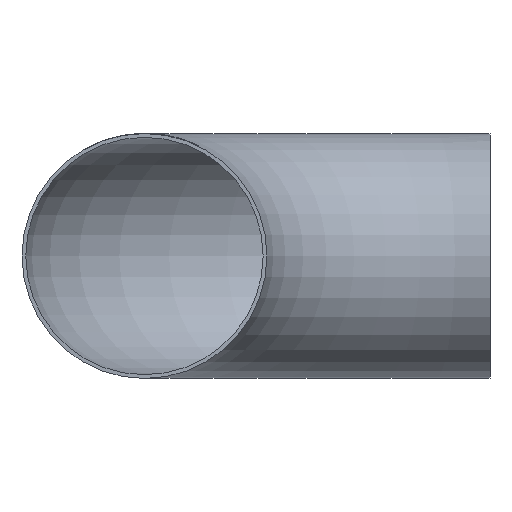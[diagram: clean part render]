
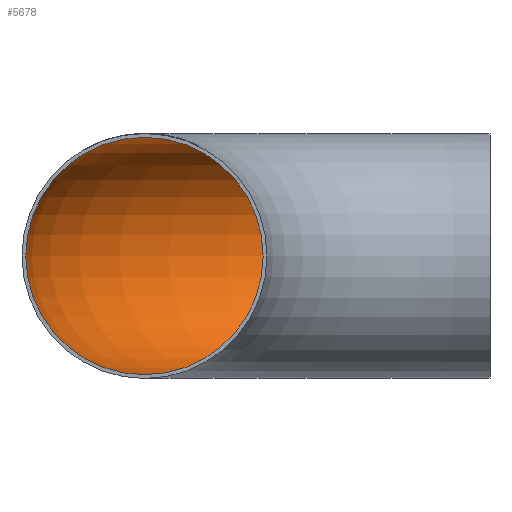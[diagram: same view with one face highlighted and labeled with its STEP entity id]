
A CAD part, front view. The second image highlights one B-rep face of the part: STEP entity #5678.
In plain terms, the highlighted toroidal (fillet/blend) face has major radius 457 mm and minor radius 156.95 mm.
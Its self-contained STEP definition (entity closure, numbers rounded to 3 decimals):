
#286 = CIRCLE ( 'NONE', #4480, 156.95 ) ;
#306 = FACE_OUTER_BOUND ( 'NONE', #5713, .T. ) ;
#331 = DIRECTION ( 'NONE',  ( 1., 0., 0. ) ) ;
#409 = AXIS2_PLACEMENT_3D ( 'NONE', #4692, #331, #9122 ) ;
#1005 = CARTESIAN_POINT ( 'NONE',  ( 0., 613.95, 0. ) ) ;
#1083 = DIRECTION ( 'NONE',  ( 0., 1., 0. ) ) ;
#1994 = ORIENTED_EDGE ( 'NONE', *, *, #3593, .F. ) ;
#2474 = FACE_OUTER_BOUND ( 'NONE', #7476, .T. ) ;
#2955 = ORIENTED_EDGE ( 'NONE', *, *, #7688, .T. ) ;
#3474 = DIRECTION ( 'NONE',  ( 0., 0., -1. ) ) ;
#3499 = TOROIDAL_SURFACE ( 'NONE', #8910, 457., 156.95 ) ;
#3593 = EDGE_CURVE ( 'NONE', #4479, #4479, #286, .T. ) ;
#3926 = CARTESIAN_POINT ( 'NONE',  ( -457., 0., 156.95 ) ) ;
#4479 = VERTEX_POINT ( 'NONE', #3926 ) ;
#4480 = AXIS2_PLACEMENT_3D ( 'NONE', #4780, #1083, #6261 ) ;
#4692 = CARTESIAN_POINT ( 'NONE',  ( 0., 457., 0. ) ) ;
#4780 = CARTESIAN_POINT ( 'NONE',  ( -457., 0., 0. ) ) ;
#5678 = ADVANCED_FACE ( 'NONE', ( #306, #2474 ), #3499, .F. ) ;
#5713 = EDGE_LOOP ( 'NONE', ( #2955 ) ) ;
#6261 = DIRECTION ( 'NONE',  ( 0., 0., 1. ) ) ;
#7476 = EDGE_LOOP ( 'NONE', ( #1994 ) ) ;
#7688 = EDGE_CURVE ( 'NONE', #8156, #8156, #8903, .T. ) ;
#8156 = VERTEX_POINT ( 'NONE', #1005 ) ;
#8674 = CARTESIAN_POINT ( 'NONE',  ( 0., 0., 0. ) ) ;
#8903 = CIRCLE ( 'NONE', #409, 156.95 ) ;
#8910 = AXIS2_PLACEMENT_3D ( 'NONE', #8674, #3474, #9321 ) ;
#9122 = DIRECTION ( 'NONE',  ( 0., 1., 0. ) ) ;
#9321 = DIRECTION ( 'NONE',  ( -1., 0., 0. ) ) ;
